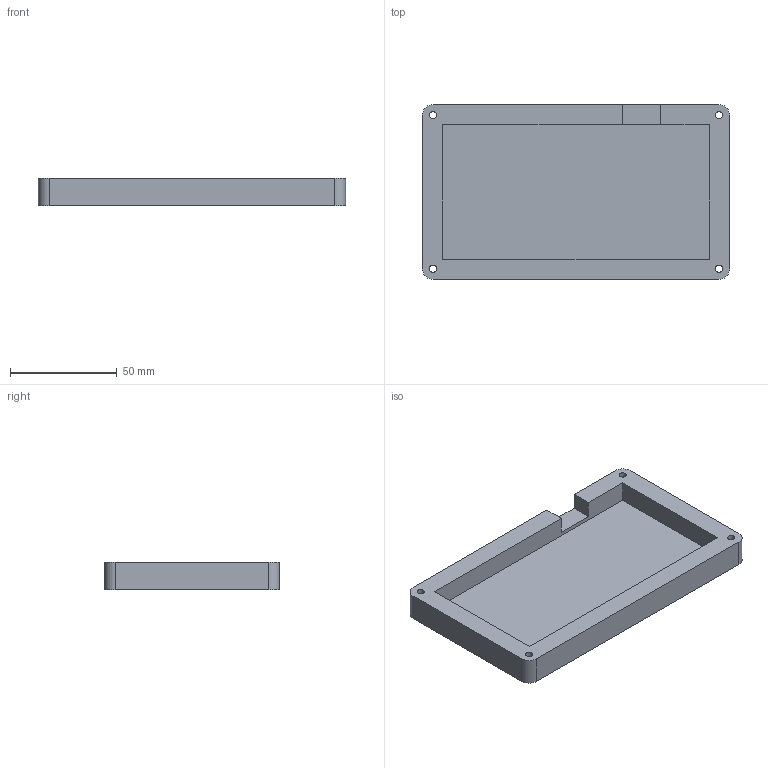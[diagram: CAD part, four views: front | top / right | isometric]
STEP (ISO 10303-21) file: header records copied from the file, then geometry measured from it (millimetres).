
FILE_DESCRIPTION(/* description */ (''),/* implementation_level */ '2;1');
FILE_NAME(/* name */ 'Base_Frame.step',/* time_stamp */ '2025-06-28T13:54:07-07:00',/* author */ (''),/* organization */ (''),/* preprocessor_version */ 'ST-DEVELOPER v20.1',/* originating_system */ 'Autodesk Translation Framework v14.10.0.0',/* authorisation */ '');
FILE_SCHEMA (('AUTOMOTIVE_DESIGN { 1 0 10303 214 3 1 1 }'));
Length unit declared in the file: millimetre
Products named in the file (2): Base_Frame; CompNum1
Assembly tree (1 placements, depth 2):
  Base_Frame
    CompNum1
Bounding box: 144 x 82 x 13 mm (x, y, z)
Volume: 72359 mm3; surface area: 33657.2 mm2
Topology: 1 solids, 1 shells, 489 faces, 1344 edges, 896 vertices
Faces by surface type: plane 263, bspline 214, cylinder 12
Full cylindrical faces by diameter (mm): 3.4 x4, 6 x4
Entity records: 17447 total; most frequent: CARTESIAN_POINT 6371, ORIENTED_EDGE 2688, DIRECTION 1498, EDGE_CURVE 1344, VERTEX_POINT 896, LINE 892, VECTOR 892, EDGE_LOOP 536
